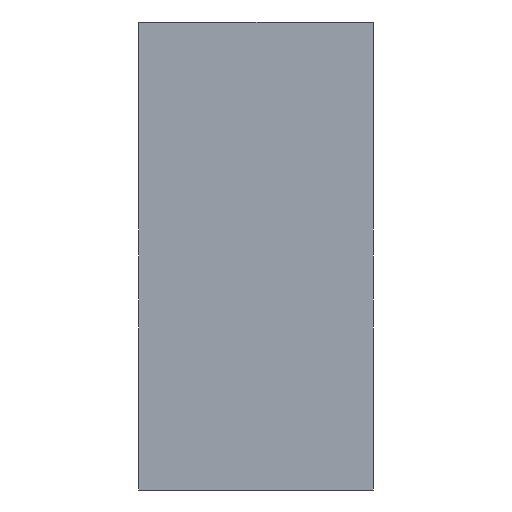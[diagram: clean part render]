
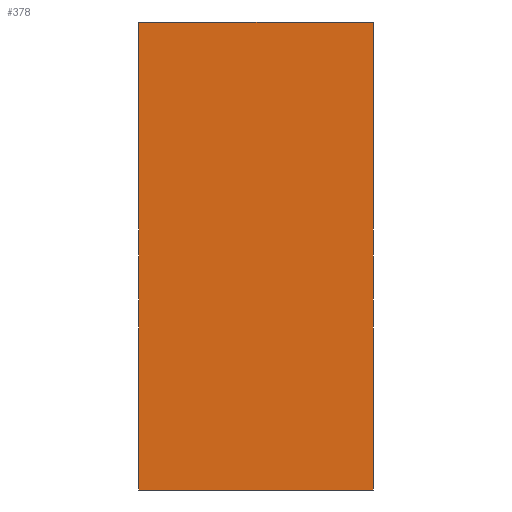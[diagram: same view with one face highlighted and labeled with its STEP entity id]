
A CAD part, left-side view. The second image highlights one B-rep face of the part: STEP entity #378.
In plain terms, the highlighted planar face has unit normal (-1, 0, 0).
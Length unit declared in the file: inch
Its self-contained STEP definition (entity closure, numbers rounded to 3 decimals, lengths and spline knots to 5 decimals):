
#6 = DIRECTION ( 'NONE',  ( 0., 0., 1. ) ) ;
#9 = VERTEX_POINT ( 'NONE', #85 ) ;
#32 = CARTESIAN_POINT ( 'NONE',  ( -0.35433, 0., 0. ) ) ;
#37 = VERTEX_POINT ( 'NONE', #32 ) ;
#38 = CARTESIAN_POINT ( 'NONE',  ( -0.35433, 0.197, -0.3937 ) ) ;
#43 = VERTEX_POINT ( 'NONE', #38 ) ;
#52 = DIRECTION ( 'NONE',  ( 0., 0., 1. ) ) ;
#54 = DIRECTION ( 'NONE',  ( 0., -1., 0. ) ) ;
#59 = CARTESIAN_POINT ( 'NONE',  ( -0.35433, 0.197, -0.3937 ) ) ;
#67 = DIRECTION ( 'NONE',  ( -1., 0., 0. ) ) ;
#85 = CARTESIAN_POINT ( 'NONE',  ( -0.35433, 0.197, 0. ) ) ;
#95 = CARTESIAN_POINT ( 'NONE',  ( -0.35433, 0., -0.3937 ) ) ;
#99 = CARTESIAN_POINT ( 'NONE',  ( -0.35433, 0., -0.3937 ) ) ;
#100 = DIRECTION ( 'NONE',  ( 0., 0., 1. ) ) ;
#103 = PLANE ( 'NONE',  #201 ) ;
#136 = DIRECTION ( 'NONE',  ( 0., -1., 0. ) ) ;
#139 = VERTEX_POINT ( 'NONE', #95 ) ;
#140 = CARTESIAN_POINT ( 'NONE',  ( -0.35433, 0., -0.3937 ) ) ;
#143 = CARTESIAN_POINT ( 'NONE',  ( -0.35433, 0., 0. ) ) ;
#147 = CARTESIAN_POINT ( 'NONE',  ( -0.35433, 0., -0.3937 ) ) ;
#183 = EDGE_CURVE ( 'NONE', #9, #37, #286, .T. ) ;
#193 = EDGE_CURVE ( 'NONE', #139, #37, #313, .T. ) ;
#195 = EDGE_CURVE ( 'NONE', #43, #139, #358, .T. ) ;
#201 = AXIS2_PLACEMENT_3D ( 'NONE', #99, #67, #100 ) ;
#210 = EDGE_CURVE ( 'NONE', #43, #9, #272, .T. ) ;
#255 = ORIENTED_EDGE ( 'NONE', *, *, #210, .F. ) ;
#256 = ORIENTED_EDGE ( 'NONE', *, *, #195, .T. ) ;
#271 = VECTOR ( 'NONE', #136, 39.37008 ) ;
#272 = LINE ( 'NONE', #59, #309 ) ;
#286 = LINE ( 'NONE', #143, #325 ) ;
#309 = VECTOR ( 'NONE', #52, 39.37008 ) ;
#313 = LINE ( 'NONE', #147, #336 ) ;
#325 = VECTOR ( 'NONE', #54, 39.37008 ) ;
#336 = VECTOR ( 'NONE', #6, 39.37008 ) ;
#352 = ORIENTED_EDGE ( 'NONE', *, *, #193, .T. ) ;
#358 = LINE ( 'NONE', #140, #271 ) ;
#360 = ORIENTED_EDGE ( 'NONE', *, *, #183, .F. ) ;
#362 = EDGE_LOOP ( 'NONE', ( #360, #255, #256, #352 ) ) ;
#368 = FACE_OUTER_BOUND ( 'NONE', #362, .T. ) ;
#378 = ADVANCED_FACE ( 'NONE', ( #368 ), #103, .T. ) ;
